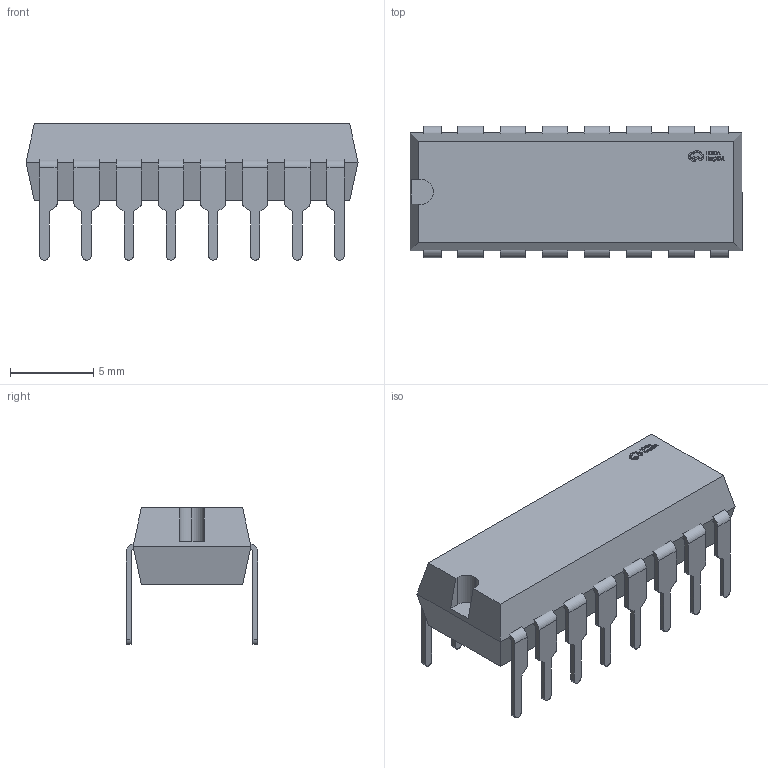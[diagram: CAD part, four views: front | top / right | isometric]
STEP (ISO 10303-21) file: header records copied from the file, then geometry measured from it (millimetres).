
FILE_DESCRIPTION (( 'STEP AP214' ), '1' );
FILE_NAME ('PDIP-16_L19.7-W6.6-H5.1-P2.54-LS7.6-BL.step', '2022-06-21T14:21:24', ( '' ), ( '' ), 'SwSTEP 2.0', 'SolidWorks 2020', '' );
FILE_SCHEMA (( 'AUTOMOTIVE_DESIGN' ));
Length unit declared in the file: millimetre
Products named in the file (1): PDIP-16_L19.7-W6.6-H5.1-P2.54-LS7.6-BL
Bounding box: 20 x 7.92 x 8.22 mm (x, y, z)
Volume: 641 mm3; surface area: 922.9 mm2
Topology: 9 solids, 9 shells, 550 faces, 1402 edges, 896 vertices
Faces by surface type: plane 360, bspline 112, cylinder 78
Entity records: 23051 total; most frequent: CARTESIAN_POINT 4953, ORIENTED_EDGE 2804, DIRECTION 2208, EDGE_CURVE 1402, VECTOR 1018, LINE 1018, VERTEX_POINT 896, AXIS2_PLACEMENT_3D 595
